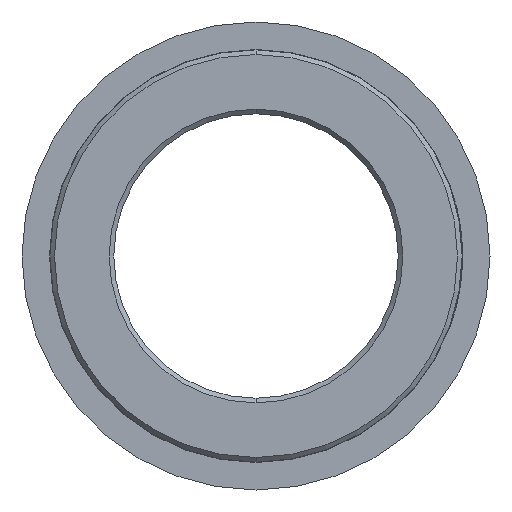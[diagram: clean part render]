
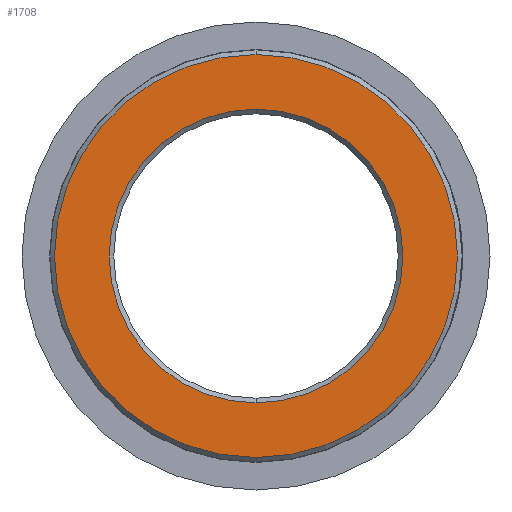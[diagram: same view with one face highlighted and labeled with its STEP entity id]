
A CAD part, front view. The second image highlights one B-rep face of the part: STEP entity #1708.
In plain terms, the highlighted planar face has unit normal (0, -1, 0).
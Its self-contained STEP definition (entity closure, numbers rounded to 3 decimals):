
#12 = EDGE_LOOP ( 'NONE', ( #1551, #2507 ) ) ;
#45 = CARTESIAN_POINT ( 'NONE',  ( 0., -49.313, 0. ) ) ;
#72 = FACE_OUTER_BOUND ( 'NONE', #12, .T. ) ;
#183 = CARTESIAN_POINT ( 'NONE',  ( 0., -49.313, 0. ) ) ;
#240 = CIRCLE ( 'NONE', #1037, 21.96 ) ;
#294 = FACE_BOUND ( 'NONE', #1367, .T. ) ;
#348 = DIRECTION ( 'NONE',  ( 0., 0., -1. ) ) ;
#370 = CARTESIAN_POINT ( 'NONE',  ( 0., -49.313, 0. ) ) ;
#411 = CARTESIAN_POINT ( 'NONE',  ( 0., -49.313, 16. ) ) ;
#433 = VERTEX_POINT ( 'NONE', #573 ) ;
#573 = CARTESIAN_POINT ( 'NONE',  ( 0., -49.313, -16. ) ) ;
#682 = CIRCLE ( 'NONE', #711, 16. ) ;
#685 = ORIENTED_EDGE ( 'NONE', *, *, #2088, .F. ) ;
#711 = AXIS2_PLACEMENT_3D ( 'NONE', #45, #1907, #2535 ) ;
#805 = CARTESIAN_POINT ( 'NONE',  ( 21.96, -49.313, 0. ) ) ;
#920 = VERTEX_POINT ( 'NONE', #1193 ) ;
#926 = EDGE_CURVE ( 'NONE', #920, #1137, #1648, .T. ) ;
#952 = DIRECTION ( 'NONE',  ( 0., 0., -1. ) ) ;
#1021 = DIRECTION ( 'NONE',  ( 0., -1., 0. ) ) ;
#1037 = AXIS2_PLACEMENT_3D ( 'NONE', #1795, #2236, #952 ) ;
#1086 = AXIS2_PLACEMENT_3D ( 'NONE', #370, #1021, #2703 ) ;
#1101 = VERTEX_POINT ( 'NONE', #411 ) ;
#1137 = VERTEX_POINT ( 'NONE', #2200 ) ;
#1193 = CARTESIAN_POINT ( 'NONE',  ( 0., -49.313, -21.96 ) ) ;
#1325 = ORIENTED_EDGE ( 'NONE', *, *, #1702, .F. ) ;
#1367 = EDGE_LOOP ( 'NONE', ( #685, #1325 ) ) ;
#1505 = AXIS2_PLACEMENT_3D ( 'NONE', #183, #2246, #348 ) ;
#1551 = ORIENTED_EDGE ( 'NONE', *, *, #1641, .T. ) ;
#1641 = EDGE_CURVE ( 'NONE', #1137, #920, #240, .T. ) ;
#1648 = CIRCLE ( 'NONE', #1505, 21.96 ) ;
#1702 = EDGE_CURVE ( 'NONE', #1101, #433, #1805, .T. ) ;
#1708 = ADVANCED_FACE ( 'NONE', ( #72, #294 ), #1867, .T. ) ;
#1795 = CARTESIAN_POINT ( 'NONE',  ( 0., -49.313, 0. ) ) ;
#1805 = CIRCLE ( 'NONE', #1086, 16. ) ;
#1843 = DIRECTION ( 'NONE',  ( 0., -1., 0. ) ) ;
#1867 = PLANE ( 'NONE',  #2085 ) ;
#1875 = DIRECTION ( 'NONE',  ( 0., 0., -1. ) ) ;
#1907 = DIRECTION ( 'NONE',  ( 0., -1., 0. ) ) ;
#2085 = AXIS2_PLACEMENT_3D ( 'NONE', #805, #1843, #1875 ) ;
#2088 = EDGE_CURVE ( 'NONE', #433, #1101, #682, .T. ) ;
#2200 = CARTESIAN_POINT ( 'NONE',  ( 0., -49.313, 21.96 ) ) ;
#2236 = DIRECTION ( 'NONE',  ( 0., -1., 0. ) ) ;
#2246 = DIRECTION ( 'NONE',  ( 0., -1., 0. ) ) ;
#2507 = ORIENTED_EDGE ( 'NONE', *, *, #926, .T. ) ;
#2535 = DIRECTION ( 'NONE',  ( 0., 0., -1. ) ) ;
#2703 = DIRECTION ( 'NONE',  ( 0., 0., -1. ) ) ;
